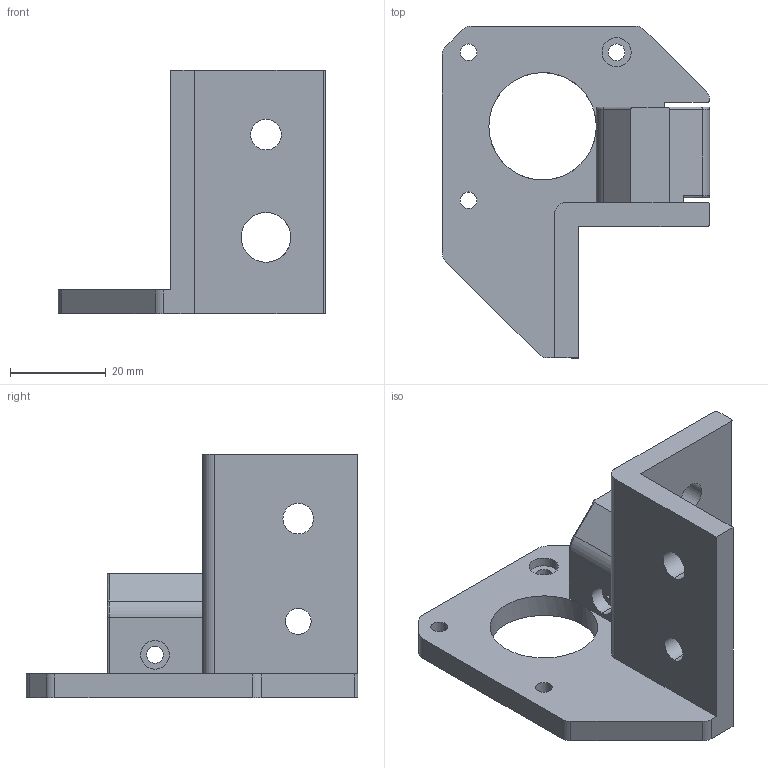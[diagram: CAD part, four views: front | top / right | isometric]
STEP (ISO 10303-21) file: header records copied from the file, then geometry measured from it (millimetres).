
FILE_DESCRIPTION (( 'STEP AP214' ), '1' );
FILE_NAME ('XY_Stepper_Mount_-_Right_-_1.0.STEP', '2017-06-06T06:22:52', ( '' ), ( '' ), 'SwSTEP 2.0', 'SolidWorks 2014', '' );
FILE_SCHEMA (( 'AUTOMOTIVE_DESIGN' ));
Length unit declared in the file: millimetre
Products named in the file (1): XY_Stepper_Mount_-_Right_-_1.0
Bounding box: 56 x 69.5 x 51 mm (x, y, z)
Volume: 30948.7 mm3; surface area: 14749.8 mm2
Topology: 1 solids, 1 shells, 85 faces, 235 edges, 154 vertices
Faces by surface type: cylinder 51, plane 31, torus 3
Entity records: 2838 total; most frequent: DIRECTION 507, CARTESIAN_POINT 502, ORIENTED_EDGE 470, EDGE_CURVE 235, AXIS2_PLACEMENT_3D 191, VERTEX_POINT 154, LINE 125, VECTOR 125
